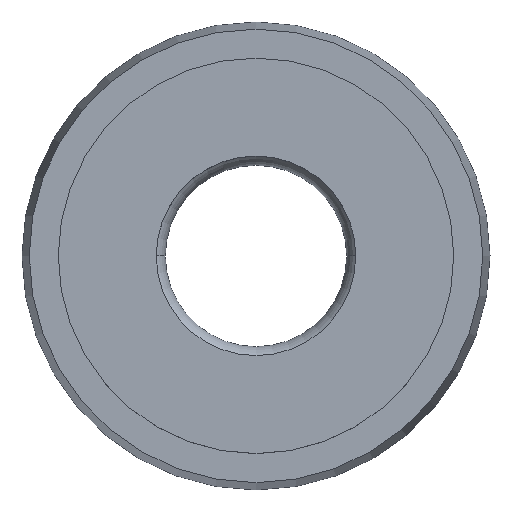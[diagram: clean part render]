
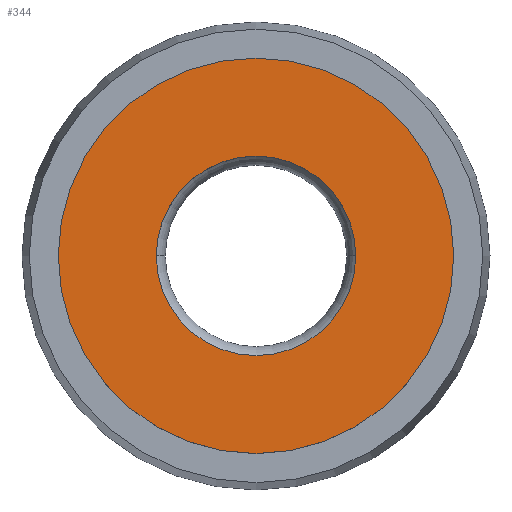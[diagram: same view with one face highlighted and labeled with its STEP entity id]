
A CAD part, top view. The second image highlights one B-rep face of the part: STEP entity #344.
In plain terms, the highlighted planar face has unit normal (0, 0, 1).
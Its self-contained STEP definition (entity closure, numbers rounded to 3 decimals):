
#5 = PLANE ( 'NONE',  #174 ) ;
#7 = AXIS2_PLACEMENT_3D ( 'NONE', #117, #401, #125 ) ;
#8 = CARTESIAN_POINT ( 'NONE',  ( 0., 0., 0. ) ) ;
#30 = CARTESIAN_POINT ( 'NONE',  ( 5.45, 0., 0. ) ) ;
#34 = CARTESIAN_POINT ( 'NONE',  ( 2.75, 0., 0. ) ) ;
#41 = CARTESIAN_POINT ( 'NONE',  ( -2.75, 0., 0. ) ) ;
#48 = EDGE_CURVE ( 'NONE', #157, #166, #496, .T. ) ;
#61 = DIRECTION ( 'NONE',  ( 0., 0., 1. ) ) ;
#72 = CARTESIAN_POINT ( 'NONE',  ( 0., 0., 0. ) ) ;
#77 = VERTEX_POINT ( 'NONE', #415 ) ;
#95 = AXIS2_PLACEMENT_3D ( 'NONE', #429, #417, #543 ) ;
#97 = EDGE_LOOP ( 'NONE', ( #550, #604 ) ) ;
#107 = CIRCLE ( 'NONE', #378, 2.75 ) ;
#117 = CARTESIAN_POINT ( 'NONE',  ( 0., 0., 0. ) ) ;
#121 = DIRECTION ( 'NONE',  ( 0., 0., 1. ) ) ;
#125 = DIRECTION ( 'NONE',  ( 1., 0., 0. ) ) ;
#140 = ORIENTED_EDGE ( 'NONE', *, *, #388, .F. ) ;
#155 = DIRECTION ( 'NONE',  ( -1., 0., 0. ) ) ;
#157 = VERTEX_POINT ( 'NONE', #34 ) ;
#166 = VERTEX_POINT ( 'NONE', #41 ) ;
#174 = AXIS2_PLACEMENT_3D ( 'NONE', #440, #263, #155 ) ;
#184 = AXIS2_PLACEMENT_3D ( 'NONE', #72, #121, #458 ) ;
#258 = DIRECTION ( 'NONE',  ( 1., 0., 0. ) ) ;
#263 = DIRECTION ( 'NONE',  ( 0., 0., -1. ) ) ;
#271 = FACE_BOUND ( 'NONE', #433, .T. ) ;
#344 = ADVANCED_FACE ( 'NONE', ( #271, #367 ), #5, .F. ) ;
#367 = FACE_OUTER_BOUND ( 'NONE', #97, .T. ) ;
#378 = AXIS2_PLACEMENT_3D ( 'NONE', #8, #61, #258 ) ;
#388 = EDGE_CURVE ( 'NONE', #166, #157, #107, .T. ) ;
#396 = CIRCLE ( 'NONE', #184, 5.45 ) ;
#401 = DIRECTION ( 'NONE',  ( 0., 0., 1. ) ) ;
#415 = CARTESIAN_POINT ( 'NONE',  ( -5.45, 0., 0. ) ) ;
#417 = DIRECTION ( 'NONE',  ( 0., 0., 1. ) ) ;
#429 = CARTESIAN_POINT ( 'NONE',  ( 0., 0., 0. ) ) ;
#430 = ORIENTED_EDGE ( 'NONE', *, *, #48, .F. ) ;
#433 = EDGE_LOOP ( 'NONE', ( #430, #140 ) ) ;
#440 = CARTESIAN_POINT ( 'NONE',  ( 0., 0., 0. ) ) ;
#449 = CIRCLE ( 'NONE', #7, 5.45 ) ;
#454 = EDGE_CURVE ( 'NONE', #77, #562, #449, .T. ) ;
#458 = DIRECTION ( 'NONE',  ( 1., 0., 0. ) ) ;
#496 = CIRCLE ( 'NONE', #95, 2.75 ) ;
#542 = EDGE_CURVE ( 'NONE', #562, #77, #396, .T. ) ;
#543 = DIRECTION ( 'NONE',  ( 1., 0., 0. ) ) ;
#550 = ORIENTED_EDGE ( 'NONE', *, *, #542, .T. ) ;
#562 = VERTEX_POINT ( 'NONE', #30 ) ;
#604 = ORIENTED_EDGE ( 'NONE', *, *, #454, .T. ) ;
